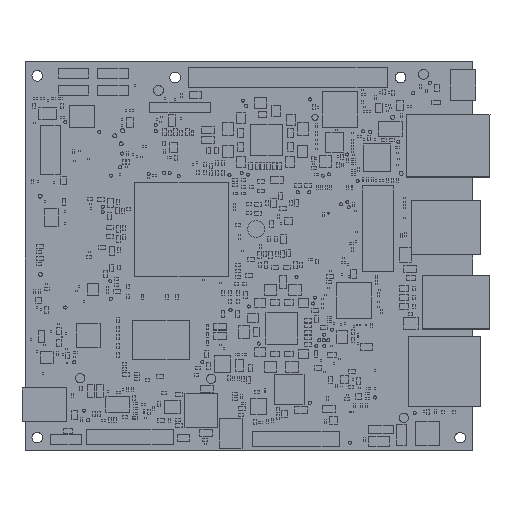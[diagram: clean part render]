
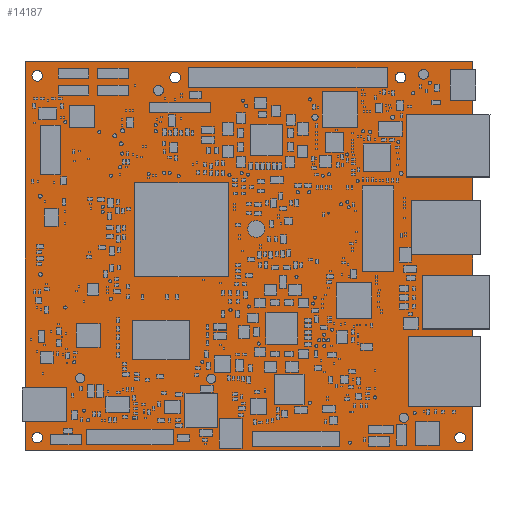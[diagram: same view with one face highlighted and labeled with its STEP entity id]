
A CAD part, top view. The second image highlights one B-rep face of the part: STEP entity #14187.
In plain terms, the highlighted planar face has unit normal (0, 0, 1).
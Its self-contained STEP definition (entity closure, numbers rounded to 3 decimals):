
#5476=CIRCLE($,#10043,1.6);
#5477=CIRCLE($,#10044,1.6);
#5480=CIRCLE($,#10049,1.6);
#5481=CIRCLE($,#10050,1.6);
#5484=CIRCLE($,#10055,0.559);
#5485=CIRCLE($,#10056,0.559);
#5488=CIRCLE($,#10061,0.787);
#5489=CIRCLE($,#10062,0.787);
#5492=CIRCLE($,#10067,1.372);
#5493=CIRCLE($,#10068,1.372);
#5496=CIRCLE($,#10073,1.372);
#5497=CIRCLE($,#10074,1.372);
#5500=CIRCLE($,#10079,1.372);
#5501=CIRCLE($,#10080,1.372);
#5504=CIRCLE($,#10085,1.372);
#5505=CIRCLE($,#10086,1.372);
#5508=CIRCLE($,#10091,1.372);
#5509=CIRCLE($,#10092,1.372);
#5512=CIRCLE($,#10097,0.406);
#5513=CIRCLE($,#10098,0.406);
#5516=CIRCLE($,#10103,0.406);
#5517=CIRCLE($,#10104,0.406);
#5520=CIRCLE($,#10109,0.508);
#5521=CIRCLE($,#10110,0.508);
#5524=CIRCLE($,#10115,0.508);
#5525=CIRCLE($,#10116,0.508);
#5528=CIRCLE($,#10121,0.559);
#5529=CIRCLE($,#10122,0.559);
#5532=CIRCLE($,#10127,0.787);
#5533=CIRCLE($,#10128,0.787);
#8581=FACE_OUTER_BOUND($,#9309,.F.);
#8587=FACE_OUTER_BOUND($,#9315,.T.);
#8591=FACE_OUTER_BOUND($,#9319,.T.);
#8595=FACE_OUTER_BOUND($,#9323,.T.);
#8599=FACE_OUTER_BOUND($,#9327,.T.);
#8603=FACE_OUTER_BOUND($,#9331,.T.);
#8607=FACE_OUTER_BOUND($,#9335,.T.);
#8611=FACE_OUTER_BOUND($,#9339,.T.);
#8615=FACE_OUTER_BOUND($,#9343,.T.);
#8619=FACE_OUTER_BOUND($,#9347,.T.);
#8623=FACE_OUTER_BOUND($,#9351,.T.);
#8627=FACE_OUTER_BOUND($,#9355,.T.);
#8631=FACE_OUTER_BOUND($,#9359,.T.);
#8635=FACE_OUTER_BOUND($,#9363,.T.);
#8639=FACE_OUTER_BOUND($,#9367,.T.);
#8643=FACE_OUTER_BOUND($,#9371,.T.);
#9309=EDGE_LOOP($,(#14885,#14886,#14887,#14888));
#9315=EDGE_LOOP($,(#14909,#14910));
#9319=EDGE_LOOP($,(#14921,#14922));
#9323=EDGE_LOOP($,(#14933,#14934));
#9327=EDGE_LOOP($,(#14945,#14946));
#9331=EDGE_LOOP($,(#14957,#14958));
#9335=EDGE_LOOP($,(#14969,#14970));
#9339=EDGE_LOOP($,(#14981,#14982));
#9343=EDGE_LOOP($,(#14993,#14994));
#9347=EDGE_LOOP($,(#15005,#15006));
#9351=EDGE_LOOP($,(#15017,#15018));
#9355=EDGE_LOOP($,(#15029,#15030));
#9359=EDGE_LOOP($,(#15041,#15042));
#9363=EDGE_LOOP($,(#15053,#15054));
#9367=EDGE_LOOP($,(#15065,#15066));
#9371=EDGE_LOOP($,(#15077,#15078));
#10037=AXIS2_PLACEMENT_3D($,#30149,#25546,$);
#10043=AXIS2_PLACEMENT_3D($,#30161,#25546,$);
#10044=AXIS2_PLACEMENT_3D($,#30162,#25546,$);
#10049=AXIS2_PLACEMENT_3D($,#30173,#25546,$);
#10050=AXIS2_PLACEMENT_3D($,#30174,#25546,$);
#10055=AXIS2_PLACEMENT_3D($,#30185,#25546,$);
#10056=AXIS2_PLACEMENT_3D($,#30186,#25546,$);
#10061=AXIS2_PLACEMENT_3D($,#30197,#25546,$);
#10062=AXIS2_PLACEMENT_3D($,#30198,#25546,$);
#10067=AXIS2_PLACEMENT_3D($,#30209,#25546,$);
#10068=AXIS2_PLACEMENT_3D($,#30210,#25546,$);
#10073=AXIS2_PLACEMENT_3D($,#30221,#25546,$);
#10074=AXIS2_PLACEMENT_3D($,#30222,#25546,$);
#10079=AXIS2_PLACEMENT_3D($,#30233,#25546,$);
#10080=AXIS2_PLACEMENT_3D($,#30234,#25546,$);
#10085=AXIS2_PLACEMENT_3D($,#30245,#25546,$);
#10086=AXIS2_PLACEMENT_3D($,#30246,#25546,$);
#10091=AXIS2_PLACEMENT_3D($,#30257,#25546,$);
#10092=AXIS2_PLACEMENT_3D($,#30258,#25546,$);
#10097=AXIS2_PLACEMENT_3D($,#30269,#25546,$);
#10098=AXIS2_PLACEMENT_3D($,#30270,#25546,$);
#10103=AXIS2_PLACEMENT_3D($,#30281,#25546,$);
#10104=AXIS2_PLACEMENT_3D($,#30282,#25546,$);
#10109=AXIS2_PLACEMENT_3D($,#30293,#25546,$);
#10110=AXIS2_PLACEMENT_3D($,#30294,#25546,$);
#10115=AXIS2_PLACEMENT_3D($,#30305,#25546,$);
#10116=AXIS2_PLACEMENT_3D($,#30306,#25546,$);
#10121=AXIS2_PLACEMENT_3D($,#30317,#25546,$);
#10122=AXIS2_PLACEMENT_3D($,#30318,#25546,$);
#10127=AXIS2_PLACEMENT_3D($,#30329,#25546,$);
#10128=AXIS2_PLACEMENT_3D($,#30330,#25546,$);
#13531=PLANE($,#10037);
#14187=ADVANCED_FACE($,(#8581,#8587,#8591,#8595,#8599,#8603,#8607,#8611,
#8615,#8619,#8623,#8627,#8631,#8635,#8639,#8643),#13531,.T.);
#14885=ORIENTED_EDGE($,*,*,#17717,.T.);
#14886=ORIENTED_EDGE($,*,*,#17718,.T.);
#14887=ORIENTED_EDGE($,*,*,#17719,.T.);
#14888=ORIENTED_EDGE($,*,*,#17720,.T.);
#14909=ORIENTED_EDGE($,*,*,#17730,.T.);
#14910=ORIENTED_EDGE($,*,*,#17731,.T.);
#14921=ORIENTED_EDGE($,*,*,#17737,.T.);
#14922=ORIENTED_EDGE($,*,*,#17738,.T.);
#14933=ORIENTED_EDGE($,*,*,#17744,.T.);
#14934=ORIENTED_EDGE($,*,*,#17745,.T.);
#14945=ORIENTED_EDGE($,*,*,#17751,.T.);
#14946=ORIENTED_EDGE($,*,*,#17752,.T.);
#14957=ORIENTED_EDGE($,*,*,#17758,.T.);
#14958=ORIENTED_EDGE($,*,*,#17759,.T.);
#14969=ORIENTED_EDGE($,*,*,#17765,.T.);
#14970=ORIENTED_EDGE($,*,*,#17766,.T.);
#14981=ORIENTED_EDGE($,*,*,#17772,.T.);
#14982=ORIENTED_EDGE($,*,*,#17773,.T.);
#14993=ORIENTED_EDGE($,*,*,#17779,.T.);
#14994=ORIENTED_EDGE($,*,*,#17780,.T.);
#15005=ORIENTED_EDGE($,*,*,#17786,.T.);
#15006=ORIENTED_EDGE($,*,*,#17787,.T.);
#15017=ORIENTED_EDGE($,*,*,#17793,.T.);
#15018=ORIENTED_EDGE($,*,*,#17794,.T.);
#15029=ORIENTED_EDGE($,*,*,#17800,.T.);
#15030=ORIENTED_EDGE($,*,*,#17801,.T.);
#15041=ORIENTED_EDGE($,*,*,#17807,.T.);
#15042=ORIENTED_EDGE($,*,*,#17808,.T.);
#15053=ORIENTED_EDGE($,*,*,#17814,.T.);
#15054=ORIENTED_EDGE($,*,*,#17815,.T.);
#15065=ORIENTED_EDGE($,*,*,#17821,.T.);
#15066=ORIENTED_EDGE($,*,*,#17822,.T.);
#15077=ORIENTED_EDGE($,*,*,#17828,.T.);
#15078=ORIENTED_EDGE($,*,*,#17829,.T.);
#17717=EDGE_CURVE($,#22181,#22182,#20721,.T.);
#17718=EDGE_CURVE($,#22182,#22183,#20722,.T.);
#17719=EDGE_CURVE($,#22183,#22184,#20723,.T.);
#17720=EDGE_CURVE($,#22184,#22181,#20724,.T.);
#17730=EDGE_CURVE($,#22191,#22192,#5476,.F.);
#17731=EDGE_CURVE($,#22192,#22191,#5477,.F.);
#17737=EDGE_CURVE($,#22197,#22198,#5480,.F.);
#17738=EDGE_CURVE($,#22198,#22197,#5481,.F.);
#17744=EDGE_CURVE($,#22203,#22204,#5484,.F.);
#17745=EDGE_CURVE($,#22204,#22203,#5485,.F.);
#17751=EDGE_CURVE($,#22209,#22210,#5488,.F.);
#17752=EDGE_CURVE($,#22210,#22209,#5489,.F.);
#17758=EDGE_CURVE($,#22215,#22216,#5492,.F.);
#17759=EDGE_CURVE($,#22216,#22215,#5493,.F.);
#17765=EDGE_CURVE($,#22221,#22222,#5496,.F.);
#17766=EDGE_CURVE($,#22222,#22221,#5497,.F.);
#17772=EDGE_CURVE($,#22227,#22228,#5500,.F.);
#17773=EDGE_CURVE($,#22228,#22227,#5501,.F.);
#17779=EDGE_CURVE($,#22233,#22234,#5504,.F.);
#17780=EDGE_CURVE($,#22234,#22233,#5505,.F.);
#17786=EDGE_CURVE($,#22239,#22240,#5508,.F.);
#17787=EDGE_CURVE($,#22240,#22239,#5509,.F.);
#17793=EDGE_CURVE($,#22245,#22246,#5512,.F.);
#17794=EDGE_CURVE($,#22246,#22245,#5513,.F.);
#17800=EDGE_CURVE($,#22251,#22252,#5516,.F.);
#17801=EDGE_CURVE($,#22252,#22251,#5517,.F.);
#17807=EDGE_CURVE($,#22257,#22258,#5520,.F.);
#17808=EDGE_CURVE($,#22258,#22257,#5521,.F.);
#17814=EDGE_CURVE($,#22263,#22264,#5524,.F.);
#17815=EDGE_CURVE($,#22264,#22263,#5525,.F.);
#17821=EDGE_CURVE($,#22269,#22270,#5528,.F.);
#17822=EDGE_CURVE($,#22270,#22269,#5529,.F.);
#17828=EDGE_CURVE($,#22275,#22276,#5532,.F.);
#17829=EDGE_CURVE($,#22276,#22275,#5533,.F.);
#19261=VECTOR($,#25549,115.062);
#19262=VECTOR($,#25550,100.014);
#19263=VECTOR($,#25551,115.062);
#19264=VECTOR($,#25552,100.014);
#20721=LINE($,#30148,#19261);
#20722=LINE($,#30149,#19262);
#20723=LINE($,#30150,#19263);
#20724=LINE($,#30151,#19264);
#22181=VERTEX_POINT($,#30148);
#22182=VERTEX_POINT($,#30149);
#22183=VERTEX_POINT($,#30150);
#22184=VERTEX_POINT($,#30151);
#22191=VERTEX_POINT($,#30158);
#22192=VERTEX_POINT($,#30159);
#22197=VERTEX_POINT($,#30170);
#22198=VERTEX_POINT($,#30171);
#22203=VERTEX_POINT($,#30182);
#22204=VERTEX_POINT($,#30183);
#22209=VERTEX_POINT($,#30194);
#22210=VERTEX_POINT($,#30195);
#22215=VERTEX_POINT($,#30206);
#22216=VERTEX_POINT($,#30207);
#22221=VERTEX_POINT($,#30218);
#22222=VERTEX_POINT($,#30219);
#22227=VERTEX_POINT($,#30230);
#22228=VERTEX_POINT($,#30231);
#22233=VERTEX_POINT($,#30242);
#22234=VERTEX_POINT($,#30243);
#22239=VERTEX_POINT($,#30254);
#22240=VERTEX_POINT($,#30255);
#22245=VERTEX_POINT($,#30266);
#22246=VERTEX_POINT($,#30267);
#22251=VERTEX_POINT($,#30278);
#22252=VERTEX_POINT($,#30279);
#22257=VERTEX_POINT($,#30290);
#22258=VERTEX_POINT($,#30291);
#22263=VERTEX_POINT($,#30302);
#22264=VERTEX_POINT($,#30303);
#22269=VERTEX_POINT($,#30314);
#22270=VERTEX_POINT($,#30315);
#22275=VERTEX_POINT($,#30326);
#22276=VERTEX_POINT($,#30327);
#25546=DIRECTION($,(0.,0.,1.));
#25549=DIRECTION($,(-1.,0.,0.));
#25550=DIRECTION($,(0.,1.,0.));
#25551=DIRECTION($,(1.,0.,0.));
#25552=DIRECTION($,(0.,-1.,0.));
#30148=CARTESIAN_POINT('',(115.056,7.06,0.));
#30149=CARTESIAN_POINT('',(-0.006,7.06,0.));
#30150=CARTESIAN_POINT('',(-0.006,107.074,0.));
#30151=CARTESIAN_POINT('',(115.056,107.074,0.));
#30158=CARTESIAN_POINT('',(110.122,91.076,0.));
#30159=CARTESIAN_POINT('',(106.921,91.076,0.));
#30161=CARTESIAN_POINT('',(108.522,91.076,0.));
#30162=CARTESIAN_POINT('',(108.522,91.076,0.));
#30170=CARTESIAN_POINT('',(110.122,79.646,0.));
#30171=CARTESIAN_POINT('',(106.921,79.646,0.));
#30173=CARTESIAN_POINT('',(108.522,79.646,0.));
#30174=CARTESIAN_POINT('',(108.522,79.646,0.));
#30182=CARTESIAN_POINT('',(95.007,92.762,0.));
#30183=CARTESIAN_POINT('',(93.89,92.762,0.));
#30185=CARTESIAN_POINT('',(94.449,92.762,0.));
#30186=CARTESIAN_POINT('',(94.449,92.762,0.));
#30194=CARTESIAN_POINT('',(75.236,92.762,0.));
#30195=CARTESIAN_POINT('',(73.661,92.762,0.));
#30197=CARTESIAN_POINT('',(74.449,92.762,0.));
#30198=CARTESIAN_POINT('',(74.449,92.762,0.));
#30206=CARTESIAN_POINT('',(4.413,103.391,0.));
#30207=CARTESIAN_POINT('',(1.67,103.391,0.));
#30209=CARTESIAN_POINT('',(3.042,103.391,0.));
#30210=CARTESIAN_POINT('',(3.042,103.391,0.));
#30218=CARTESIAN_POINT('',(39.825,102.959,0.));
#30219=CARTESIAN_POINT('',(37.082,102.959,0.));
#30221=CARTESIAN_POINT('',(38.454,102.959,0.));
#30222=CARTESIAN_POINT('',(38.454,102.959,0.));
#30230=CARTESIAN_POINT('',(97.825,102.959,0.));
#30231=CARTESIAN_POINT('',(95.082,102.959,0.));
#30233=CARTESIAN_POINT('',(96.453,102.959,0.));
#30234=CARTESIAN_POINT('',(96.453,102.959,0.));
#30242=CARTESIAN_POINT('',(113.125,10.36,0.));
#30243=CARTESIAN_POINT('',(110.382,10.36,0.));
#30245=CARTESIAN_POINT('',(111.754,10.36,0.));
#30246=CARTESIAN_POINT('',(111.754,10.36,0.));
#30254=CARTESIAN_POINT('',(4.413,10.36,0.));
#30255=CARTESIAN_POINT('',(1.67,10.36,0.));
#30257=CARTESIAN_POINT('',(3.042,10.36,0.));
#30258=CARTESIAN_POINT('',(3.042,10.36,0.));
#30266=CARTESIAN_POINT('',(111.039,103.534,0.));
#30267=CARTESIAN_POINT('',(110.226,103.534,0.));
#30269=CARTESIAN_POINT('',(110.632,103.534,0.));
#30270=CARTESIAN_POINT('',(110.632,103.534,0.));
#30278=CARTESIAN_POINT('',(111.039,98.534,0.));
#30279=CARTESIAN_POINT('',(110.226,98.534,0.));
#30281=CARTESIAN_POINT('',(110.632,98.534,0.));
#30282=CARTESIAN_POINT('',(110.632,98.534,0.));
#30290=CARTESIAN_POINT('',(4.312,52.337,0.));
#30291=CARTESIAN_POINT('',(3.296,52.337,0.));
#30293=CARTESIAN_POINT('',(3.804,52.337,0.));
#30294=CARTESIAN_POINT('',(3.804,52.337,0.));
#30302=CARTESIAN_POINT('',(4.312,72.47,0.));
#30303=CARTESIAN_POINT('',(3.296,72.47,0.));
#30305=CARTESIAN_POINT('',(3.804,72.47,0.));
#30306=CARTESIAN_POINT('',(3.804,72.47,0.));
#30314=CARTESIAN_POINT('',(89.577,74.021,0.));
#30315=CARTESIAN_POINT('',(88.46,74.021,0.));
#30317=CARTESIAN_POINT('',(89.018,74.021,0.));
#30318=CARTESIAN_POINT('',(89.018,74.021,0.));
#30326=CARTESIAN_POINT('',(89.806,54.021,0.));
#30327=CARTESIAN_POINT('',(88.231,54.021,0.));
#30329=CARTESIAN_POINT('',(89.018,54.021,0.));
#30330=CARTESIAN_POINT('',(89.018,54.021,0.));
